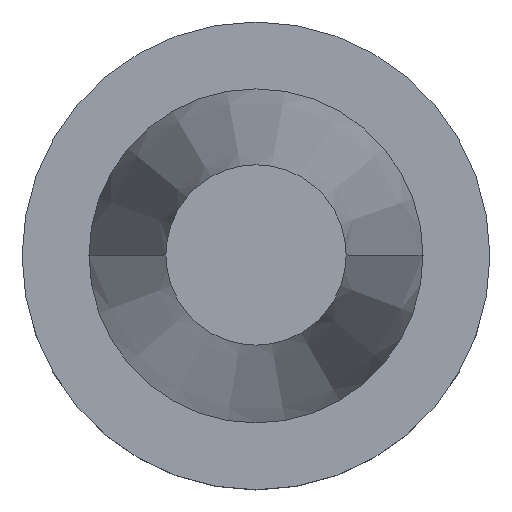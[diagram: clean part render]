
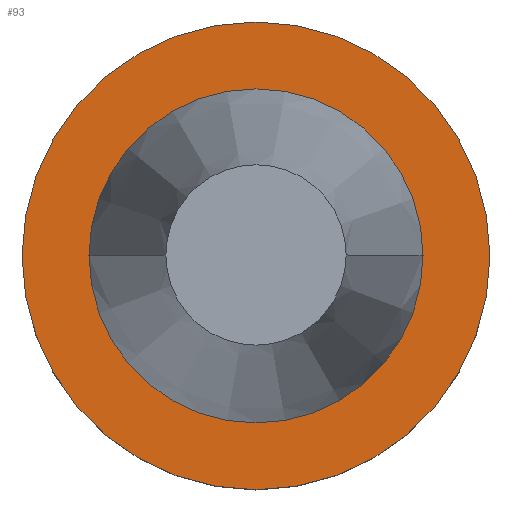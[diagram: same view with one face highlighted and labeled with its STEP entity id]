
A CAD part, top view. The second image highlights one B-rep face of the part: STEP entity #93.
In plain terms, the highlighted planar face has unit normal (0, 0, 1).
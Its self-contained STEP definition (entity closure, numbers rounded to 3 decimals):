
#93=ADVANCED_FACE('',(#120,#121),#116,.F.);
#116=PLANE('',#361);
#120=FACE_BOUND('',#138,.T.);
#121=FACE_BOUND('',#139,.T.);
#138=EDGE_LOOP('',(#170));
#139=EDGE_LOOP('',(#171,#172));
#170=ORIENTED_EDGE('',*,*,#269,.T.);
#171=ORIENTED_EDGE('',*,*,#270,.T.);
#172=ORIENTED_EDGE('',*,*,#271,.T.);
#244=VERTEX_POINT('',#531);
#245=VERTEX_POINT('',#533);
#246=VERTEX_POINT('',#534);
#269=EDGE_CURVE('',#244,#244,#306,.T.);
#270=EDGE_CURVE('',#245,#246,#307,.T.);
#271=EDGE_CURVE('',#246,#245,#308,.T.);
#306=CIRCLE('',#358,31.775);
#307=CIRCLE('',#359,22.692);
#308=CIRCLE('',#360,22.692);
#358=AXIS2_PLACEMENT_3D('',#530,#416,#417);
#359=AXIS2_PLACEMENT_3D('',#532,#418,#419);
#360=AXIS2_PLACEMENT_3D('',#535,#420,#421);
#361=AXIS2_PLACEMENT_3D('',#536,#422,#423);
#416=DIRECTION('',(0.,0.,1.));
#417=DIRECTION('',(-1.,0.,0.));
#418=DIRECTION('',(0.,0.,-1.));
#419=DIRECTION('',(-1.,0.,0.));
#420=DIRECTION('',(0.,0.,-1.));
#421=DIRECTION('',(-1.,0.,0.));
#422=DIRECTION('',(0.,0.,-1.));
#423=DIRECTION('',(-1.,0.,0.));
#530=CARTESIAN_POINT('',(0.008,0.,-3.2));
#531=CARTESIAN_POINT('',(-31.767,0.,-3.2));
#532=CARTESIAN_POINT('',(0.008,0.,-3.2));
#533=CARTESIAN_POINT('',(-22.684,0.,-3.2));
#534=CARTESIAN_POINT('',(22.7,0.,-3.2));
#535=CARTESIAN_POINT('',(0.008,0.,-3.2));
#536=CARTESIAN_POINT('',(0.008,-22.692,-3.2));
